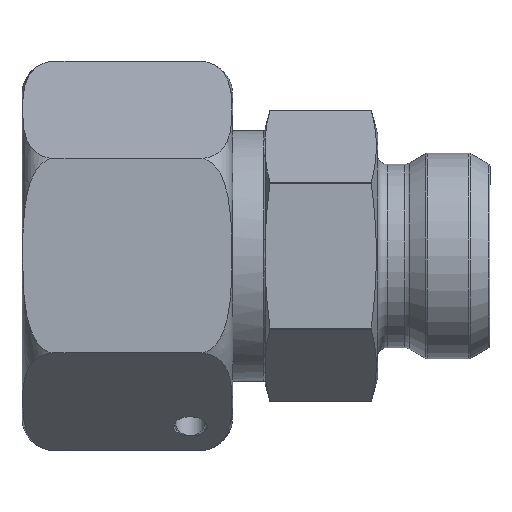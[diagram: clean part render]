
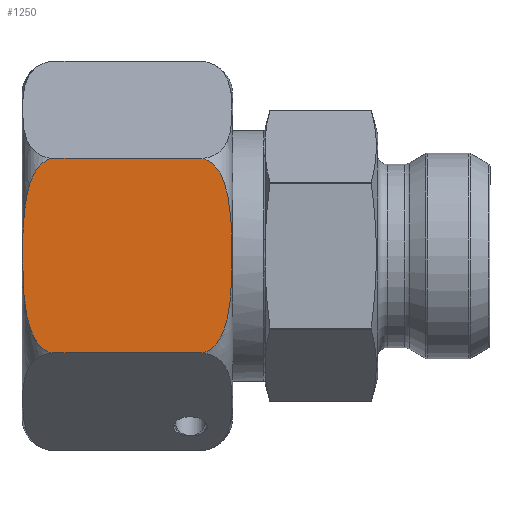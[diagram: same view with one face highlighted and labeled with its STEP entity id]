
A CAD part, top view. The second image highlights one B-rep face of the part: STEP entity #1250.
In plain terms, the highlighted face is planar.
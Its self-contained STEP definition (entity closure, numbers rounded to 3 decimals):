
#953=B_SPLINE_CURVE_WITH_KNOTS('',3,(#8332,#8333,#8334,#8335,#8336,#8337,
#8338,#8339,#8340,#8341,#8342,#8343,#8344,#8345,#8346,#8347,#8348,#8349),
 .UNSPECIFIED.,.F.,.F.,(4,2,2,2,2,2,2,2,4),(0.,0.062,0.125,
0.25,0.5,0.75,0.875,0.938,1.),.UNSPECIFIED.);
#961=B_SPLINE_CURVE_WITH_KNOTS('',3,(#8485,#8486,#8487,#8488,#8489,#8490,
#8491,#8492,#8493,#8494,#8495,#8496,#8497,#8498,#8499,#8500,#8501,#8502),
 .UNSPECIFIED.,.F.,.F.,(4,2,2,2,2,2,2,2,4),(0.,0.063,0.125,0.25,0.5,0.75,
0.875,0.938,1.),.UNSPECIFIED.);
#1250=ADVANCED_FACE('',(#1689),#1475,.F.);
#1475=PLANE('',#5482);
#1689=FACE_OUTER_BOUND('',#2025,.T.);
#2025=EDGE_LOOP('',(#2798,#2799,#2800,#2801));
#2798=ORIENTED_EDGE('',*,*,#4525,.T.);
#2799=ORIENTED_EDGE('',*,*,#4496,.T.);
#2800=ORIENTED_EDGE('',*,*,#4526,.F.);
#2801=ORIENTED_EDGE('',*,*,#4504,.T.);
#3982=VERTEX_POINT('',#8331);
#3983=VERTEX_POINT('',#8350);
#3990=VERTEX_POINT('',#8484);
#3991=VERTEX_POINT('',#8503);
#4496=EDGE_CURVE('',#3983,#3982,#953,.T.);
#4504=EDGE_CURVE('',#3991,#3990,#961,.T.);
#4525=EDGE_CURVE('',#3990,#3983,#4921,.T.);
#4526=EDGE_CURVE('',#3991,#3982,#4922,.T.);
#4921=LINE('',#8631,#5131);
#4922=LINE('',#8633,#5132);
#5131=VECTOR('',#6022,1.);
#5132=VECTOR('',#6025,1.);
#5482=AXIS2_PLACEMENT_3D('',#8634,#6026,#6027);
#6022=DIRECTION('',(-1.,0.,0.));
#6025=DIRECTION('',(-1.,0.,0.));
#6026=DIRECTION('',(0.,-0.5,-0.866));
#6027=DIRECTION('',(0.,0.866,-0.5));
#8331=CARTESIAN_POINT('',(3.306,0.,20.785));
#8332=CARTESIAN_POINT('',(3.306,18.,10.392));
#8333=CARTESIAN_POINT('',(2.814,17.953,10.42));
#8334=CARTESIAN_POINT('',(2.375,17.728,10.549));
#8335=CARTESIAN_POINT('',(1.671,17.132,10.894));
#8336=CARTESIAN_POINT('',(1.407,16.773,11.101));
#8337=CARTESIAN_POINT('',(0.764,15.633,11.759));
#8338=CARTESIAN_POINT('',(0.54,14.807,12.236));
#8339=CARTESIAN_POINT('',(0.089,12.319,13.672));
#8340=CARTESIAN_POINT('',(0.072,10.653,14.634));
#8341=CARTESIAN_POINT('',(0.073,7.318,16.559));
#8342=CARTESIAN_POINT('',(0.092,5.639,17.529));
#8343=CARTESIAN_POINT('',(0.549,3.159,18.961));
#8344=CARTESIAN_POINT('',(0.771,2.347,19.43));
#8345=CARTESIAN_POINT('',(1.417,1.213,20.084));
#8346=CARTESIAN_POINT('',(1.686,0.854,20.292));
#8347=CARTESIAN_POINT('',(2.377,0.273,20.627));
#8348=CARTESIAN_POINT('',(2.818,0.047,20.757));
#8349=CARTESIAN_POINT('',(3.306,0.,20.785));
#8350=CARTESIAN_POINT('',(3.306,18.,10.392));
#8484=CARTESIAN_POINT('',(19.194,18.,10.392));
#8485=CARTESIAN_POINT('',(19.194,0.,20.785));
#8486=CARTESIAN_POINT('',(19.686,0.047,20.757));
#8487=CARTESIAN_POINT('',(20.125,0.272,20.628));
#8488=CARTESIAN_POINT('',(20.829,0.868,20.283));
#8489=CARTESIAN_POINT('',(21.093,1.227,20.076));
#8490=CARTESIAN_POINT('',(21.736,2.367,19.418));
#8491=CARTESIAN_POINT('',(21.96,3.193,18.941));
#8492=CARTESIAN_POINT('',(22.411,5.681,17.505));
#8493=CARTESIAN_POINT('',(22.428,7.347,16.543));
#8494=CARTESIAN_POINT('',(22.427,10.682,14.618));
#8495=CARTESIAN_POINT('',(22.408,12.361,13.648));
#8496=CARTESIAN_POINT('',(21.951,14.841,12.216));
#8497=CARTESIAN_POINT('',(21.729,15.653,11.747));
#8498=CARTESIAN_POINT('',(21.083,16.787,11.092));
#8499=CARTESIAN_POINT('',(20.814,17.146,10.885));
#8500=CARTESIAN_POINT('',(20.123,17.727,10.55));
#8501=CARTESIAN_POINT('',(19.682,17.953,10.419));
#8502=CARTESIAN_POINT('',(19.194,18.,10.392));
#8503=CARTESIAN_POINT('',(19.194,0.,20.785));
#8631=CARTESIAN_POINT('',(25.,18.,10.392));
#8633=CARTESIAN_POINT('',(25.,0.,20.785));
#8634=CARTESIAN_POINT('',(25.,18.,10.392));
